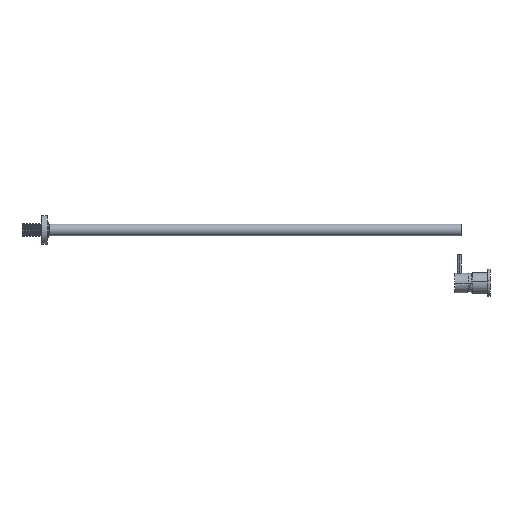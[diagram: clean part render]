
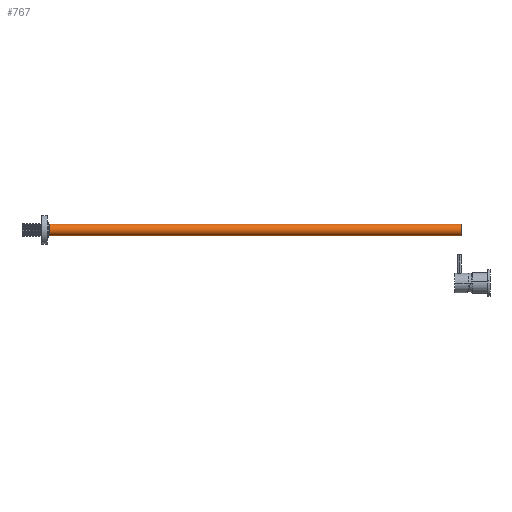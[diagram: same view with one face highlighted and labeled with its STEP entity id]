
A CAD part, left-side view. The second image highlights one B-rep face of the part: STEP entity #767.
In plain terms, the highlighted cylindrical face has radius 12 mm (diameter 24 mm), a partial arc.
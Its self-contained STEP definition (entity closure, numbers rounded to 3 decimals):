
#153 = VERTEX_POINT ( 'NONE', #1331 ) ;
#178 = DIRECTION ( 'NONE',  ( 0., -1., 0. ) ) ;
#284 = DIRECTION ( 'NONE',  ( 0., 1., 0. ) ) ;
#429 = DIRECTION ( 'NONE',  ( 0., -1., 0. ) ) ;
#490 = LINE ( 'NONE', #1695, #1584 ) ;
#656 = VERTEX_POINT ( 'NONE', #1378 ) ;
#767 = ADVANCED_FACE ( 'NONE', ( #2304 ), #3693, .T. ) ;
#840 = DIRECTION ( 'NONE',  ( 0., 0., 1. ) ) ;
#842 = AXIS2_PLACEMENT_3D ( 'NONE', #1167, #3601, #840 ) ;
#1167 = CARTESIAN_POINT ( 'NONE',  ( -265.2, -87.349, 302.896 ) ) ;
#1331 = CARTESIAN_POINT ( 'NONE',  ( -265.2, 772.651, 290.896 ) ) ;
#1376 = VECTOR ( 'NONE', #3594, 1000. ) ;
#1378 = CARTESIAN_POINT ( 'NONE',  ( -265.2, 772.651, 314.896 ) ) ;
#1403 = VERTEX_POINT ( 'NONE', #2911 ) ;
#1543 = ORIENTED_EDGE ( 'NONE', *, *, #1572, .F. ) ;
#1547 = EDGE_LOOP ( 'NONE', ( #2645, #1543, #1597, #2323 ) ) ;
#1572 = EDGE_CURVE ( 'NONE', #153, #656, #2334, .T. ) ;
#1584 = VECTOR ( 'NONE', #429, 1000. ) ;
#1597 = ORIENTED_EDGE ( 'NONE', *, *, #1945, .T. ) ;
#1695 = CARTESIAN_POINT ( 'NONE',  ( -265.2, 772.651, 290.896 ) ) ;
#1945 = EDGE_CURVE ( 'NONE', #153, #1403, #490, .T. ) ;
#2304 = FACE_OUTER_BOUND ( 'NONE', #1547, .T. ) ;
#2323 = ORIENTED_EDGE ( 'NONE', *, *, #3427, .T. ) ;
#2334 = CIRCLE ( 'NONE', #2567, 12. ) ;
#2567 = AXIS2_PLACEMENT_3D ( 'NONE', #2983, #284, #2963 ) ;
#2595 = CARTESIAN_POINT ( 'NONE',  ( -265.2, 772.651, 302.896 ) ) ;
#2645 = ORIENTED_EDGE ( 'NONE', *, *, #2875, .F. ) ;
#2708 = AXIS2_PLACEMENT_3D ( 'NONE', #2595, #178, #3562 ) ;
#2834 = CIRCLE ( 'NONE', #842, 12. ) ;
#2875 = EDGE_CURVE ( 'NONE', #656, #2898, #3440, .T. ) ;
#2898 = VERTEX_POINT ( 'NONE', #3954 ) ;
#2911 = CARTESIAN_POINT ( 'NONE',  ( -265.2, -87.349, 290.896 ) ) ;
#2963 = DIRECTION ( 'NONE',  ( 0., 0., 1. ) ) ;
#2983 = CARTESIAN_POINT ( 'NONE',  ( -265.2, 772.651, 302.896 ) ) ;
#2990 = CARTESIAN_POINT ( 'NONE',  ( -265.2, 772.651, 314.896 ) ) ;
#3427 = EDGE_CURVE ( 'NONE', #1403, #2898, #2834, .T. ) ;
#3440 = LINE ( 'NONE', #2990, #1376 ) ;
#3562 = DIRECTION ( 'NONE',  ( 0., 0., -1. ) ) ;
#3594 = DIRECTION ( 'NONE',  ( 0., -1., 0. ) ) ;
#3601 = DIRECTION ( 'NONE',  ( 0., 1., 0. ) ) ;
#3693 = CYLINDRICAL_SURFACE ( 'NONE', #2708, 12. ) ;
#3954 = CARTESIAN_POINT ( 'NONE',  ( -265.2, -87.349, 314.896 ) ) ;
